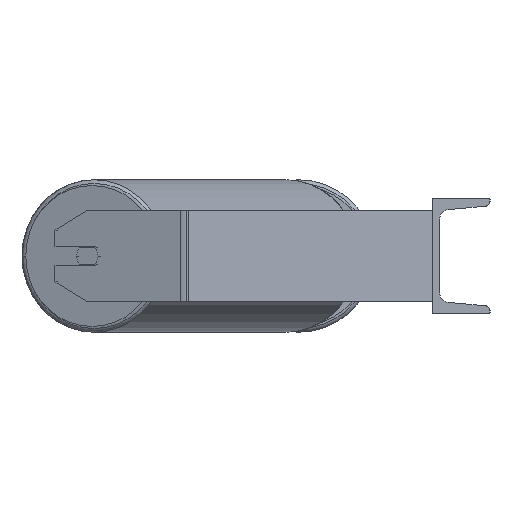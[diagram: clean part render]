
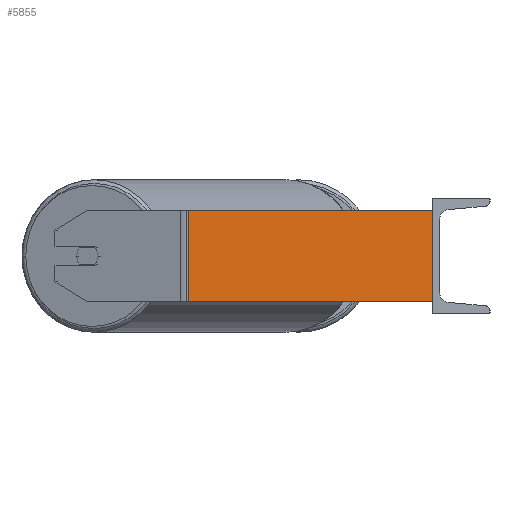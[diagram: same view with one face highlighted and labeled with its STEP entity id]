
A CAD part, left-side view. The second image highlights one B-rep face of the part: STEP entity #5855.
In plain terms, the highlighted planar face has unit normal (-0.996, -0.087, 0).
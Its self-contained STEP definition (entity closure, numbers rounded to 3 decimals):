
#129 = DIRECTION ( 'NONE',  ( 0., 0., -1. ) ) ;
#247 = CARTESIAN_POINT ( 'NONE',  ( -785., 0., 40. ) ) ;
#256 = CARTESIAN_POINT ( 'NONE',  ( -785., 0., 40. ) ) ;
#926 = VERTEX_POINT ( 'NONE', #2844 ) ;
#1149 = CARTESIAN_POINT ( 'NONE',  ( -803.653, 213.209, -40. ) ) ;
#1155 = EDGE_CURVE ( 'NONE', #5662, #926, #4501, .T. ) ;
#1865 = VERTEX_POINT ( 'NONE', #256 ) ;
#2114 = CARTESIAN_POINT ( 'NONE',  ( -803.653, 213.209, 40. ) ) ;
#2515 = DIRECTION ( 'NONE',  ( 0., 0., -1. ) ) ;
#2844 = CARTESIAN_POINT ( 'NONE',  ( -785., 0., -40. ) ) ;
#3121 = CARTESIAN_POINT ( 'NONE',  ( -803.963, 216.743, 40. ) ) ;
#3130 = EDGE_CURVE ( 'NONE', #3562, #5662, #6485, .T. ) ;
#3199 = LINE ( 'NONE', #247, #5021 ) ;
#3562 = VERTEX_POINT ( 'NONE', #2114 ) ;
#3647 = CARTESIAN_POINT ( 'NONE',  ( -803.653, 213.209, 40. ) ) ;
#3926 = EDGE_CURVE ( 'NONE', #1865, #926, #3199, .T. ) ;
#4068 = EDGE_LOOP ( 'NONE', ( #5557, #5741, #4532, #6082 ) ) ;
#4305 = VECTOR ( 'NONE', #129, 1000. ) ;
#4349 = AXIS2_PLACEMENT_3D ( 'NONE', #3121, #5264, #5217 ) ;
#4501 = LINE ( 'NONE', #6737, #6838 ) ;
#4532 = ORIENTED_EDGE ( 'NONE', *, *, #7078, .F. ) ;
#4853 = DIRECTION ( 'NONE',  ( 0.087, -0.996, 0. ) ) ;
#5021 = VECTOR ( 'NONE', #2515, 1000. ) ;
#5217 = DIRECTION ( 'NONE',  ( -0.087, 0.996, 0. ) ) ;
#5264 = DIRECTION ( 'NONE',  ( 0.996, 0.087, 0. ) ) ;
#5401 = LINE ( 'NONE', #5502, #6147 ) ;
#5502 = CARTESIAN_POINT ( 'NONE',  ( -803.963, 216.743, 40. ) ) ;
#5557 = ORIENTED_EDGE ( 'NONE', *, *, #1155, .T. ) ;
#5662 = VERTEX_POINT ( 'NONE', #1149 ) ;
#5741 = ORIENTED_EDGE ( 'NONE', *, *, #3926, .F. ) ;
#5855 = ADVANCED_FACE ( 'NONE', ( #5960 ), #7438, .F. ) ;
#5960 = FACE_OUTER_BOUND ( 'NONE', #4068, .T. ) ;
#6082 = ORIENTED_EDGE ( 'NONE', *, *, #3130, .T. ) ;
#6147 = VECTOR ( 'NONE', #4853, 1000. ) ;
#6485 = LINE ( 'NONE', #3647, #4305 ) ;
#6737 = CARTESIAN_POINT ( 'NONE',  ( -803.963, 216.743, -40. ) ) ;
#6838 = VECTOR ( 'NONE', #8115, 1000. ) ;
#7078 = EDGE_CURVE ( 'NONE', #3562, #1865, #5401, .T. ) ;
#7438 = PLANE ( 'NONE',  #4349 ) ;
#8115 = DIRECTION ( 'NONE',  ( 0.087, -0.996, 0. ) ) ;
